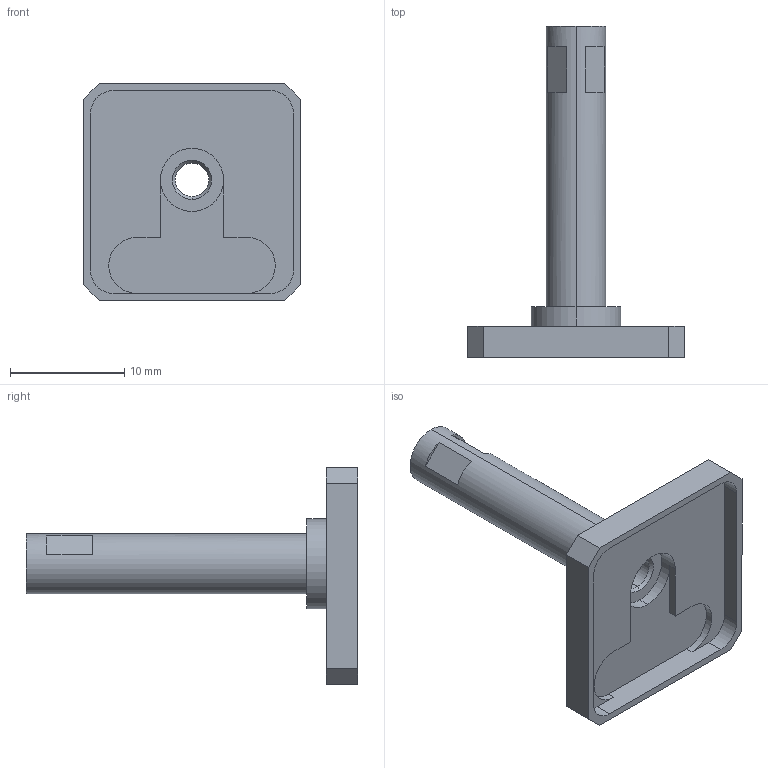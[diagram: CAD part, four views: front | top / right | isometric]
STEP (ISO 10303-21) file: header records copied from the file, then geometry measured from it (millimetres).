
FILE_DESCRIPTION (( 'STEP AP214' ), '1' );
FILE_NAME ('2004948-.stp', '2020-09-03T20:43:29', ( '' ), ( '' ), 'SwSTEP 2.0', 'SolidWorks 2019', '' );
FILE_SCHEMA (( 'AUTOMOTIVE_DESIGN' ));
Length unit declared in the file: inch
Products named in the file (1): 2004948-
Bounding box: 19.05 x 29.03 x 19.05 mm (x, y, z)
Volume: 832.3 mm3; surface area: 1749.6 mm2
Topology: 1 solids, 1 shells, 48 faces, 118 edges, 78 vertices
Faces by surface type: plane 30, cylinder 16, cone 2
Entity records: 1470 total; most frequent: DIRECTION 256, CARTESIAN_POINT 245, ORIENTED_EDGE 236, EDGE_CURVE 118, AXIS2_PLACEMENT_3D 89, VERTEX_POINT 78, VECTOR 78, LINE 78
